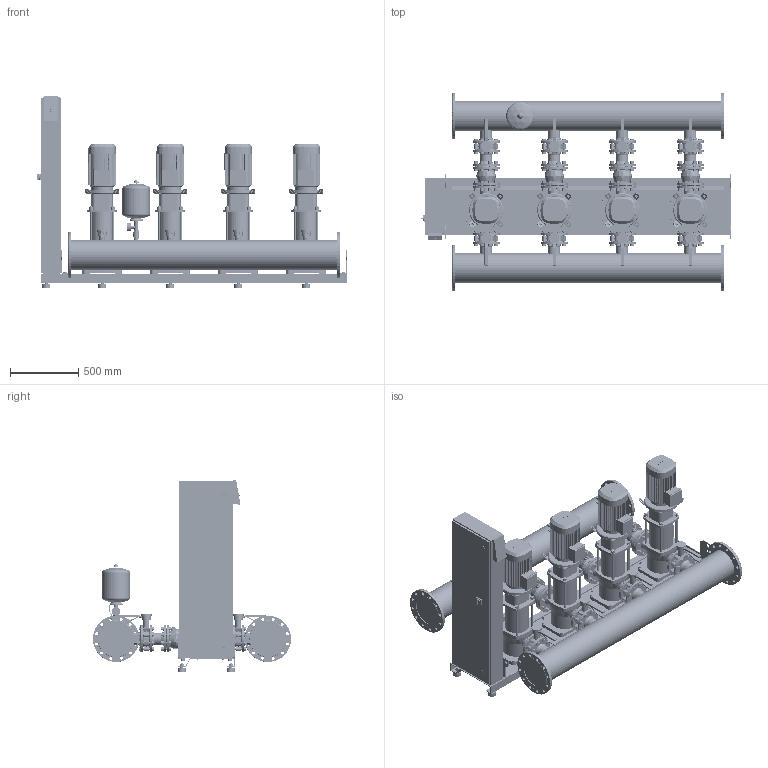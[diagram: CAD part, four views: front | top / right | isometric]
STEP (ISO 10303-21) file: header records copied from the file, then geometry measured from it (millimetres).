
FILE_DESCRIPTION((''),'2;1');
FILE_NAME('3d_SiBoostSmart4HELIXV5202-2540838.stp','2016-01-25T10:52:56',(''),(''),'Mechanical Desktop 2009','Mechanical Desktop 2009',', , ');
FILE_SCHEMA(('CONFIG_CONTROL_DESIGN'));
Length unit declared in the file: millimetre
Products named in the file (1): Product
Bounding box: 2280 x 1456 x 1413.4 mm (x, y, z)
Volume: 424051184.6 mm3; surface area: 23679260.9 mm2
Topology: 385 solids, 385 shells, 10440 faces, 25642 edges, 16542 vertices
Faces by surface type: bspline 4173, plane 2835, cylinder 2514, torus 498, cone 350, sphere 70
Entity records: 348792 total; most frequent: CARTESIAN_POINT 108390, ORIENTED_EDGE 51148, DIRECTION 46934, EDGE_CURVE 25574, VERTEX_POINT 16540, AXIS2_PLACEMENT_3D 16288, VECTOR 14358, LINE 14358
